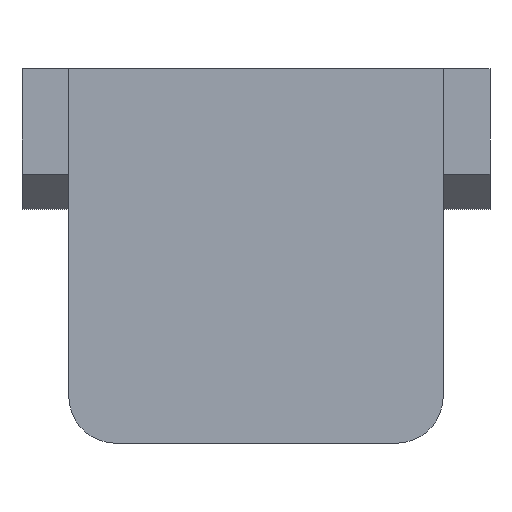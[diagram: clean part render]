
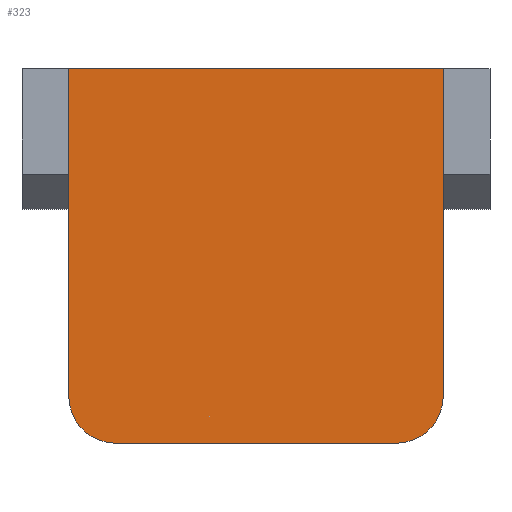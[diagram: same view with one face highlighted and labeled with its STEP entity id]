
A CAD part, left-side view. The second image highlights one B-rep face of the part: STEP entity #323.
In plain terms, the highlighted planar face has unit normal (-1, 0, 0).
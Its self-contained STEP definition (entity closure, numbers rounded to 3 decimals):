
#21=PLANE('',#364);
#37=FACE_OUTER_BOUND('',#54,.T.);
#54=EDGE_LOOP('',(#252,#253,#254,#255,#256,#257));
#73=LINE('',#490,#110);
#78=LINE('',#501,#115);
#79=LINE('',#504,#116);
#82=LINE('',#509,#119);
#110=VECTOR('',#399,10.);
#115=VECTOR('',#410,10.);
#116=VECTOR('',#413,10.);
#119=VECTOR('',#418,10.);
#141=CIRCLE('',#355,2.);
#144=CIRCLE('',#361,2.);
#149=VERTEX_POINT('',#470);
#150=VERTEX_POINT('',#471);
#157=VERTEX_POINT('',#489);
#158=VERTEX_POINT('',#493);
#160=VERTEX_POINT('',#499);
#161=VERTEX_POINT('',#503);
#179=EDGE_CURVE('',#149,#150,#141,.T.);
#188=EDGE_CURVE('',#150,#157,#73,.T.);
#190=EDGE_CURVE('',#157,#158,#144,.T.);
#194=EDGE_CURVE('',#160,#149,#78,.T.);
#195=EDGE_CURVE('',#161,#158,#79,.T.);
#198=EDGE_CURVE('',#160,#161,#82,.T.);
#252=ORIENTED_EDGE('',*,*,#179,.F.);
#253=ORIENTED_EDGE('',*,*,#194,.F.);
#254=ORIENTED_EDGE('',*,*,#198,.T.);
#255=ORIENTED_EDGE('',*,*,#195,.T.);
#256=ORIENTED_EDGE('',*,*,#190,.F.);
#257=ORIENTED_EDGE('',*,*,#188,.F.);
#323=ADVANCED_FACE('',(#37),#21,.T.);
#355=AXIS2_PLACEMENT_3D('',#472,#383,#384);
#361=AXIS2_PLACEMENT_3D('',#494,#403,#404);
#364=AXIS2_PLACEMENT_3D('',#508,#416,#417);
#383=DIRECTION('center_axis',(1.,0.,0.));
#384=DIRECTION('ref_axis',(0.,-0.707,-0.707));
#399=DIRECTION('',(0.,1.,0.));
#403=DIRECTION('center_axis',(1.,0.,0.));
#404=DIRECTION('ref_axis',(0.,0.707,-0.707));
#410=DIRECTION('',(0.,0.,-1.));
#413=DIRECTION('',(0.,0.,-1.));
#416=DIRECTION('center_axis',(-1.,0.,0.));
#417=DIRECTION('ref_axis',(0.,1.,0.));
#418=DIRECTION('',(0.,1.,0.));
#470=CARTESIAN_POINT('',(-6.65,-8.,-8.));
#471=CARTESIAN_POINT('',(-6.65,-6.,-10.));
#472=CARTESIAN_POINT('Origin',(-6.65,-6.,-8.));
#489=CARTESIAN_POINT('',(-6.65,6.,-10.));
#490=CARTESIAN_POINT('',(-6.65,-8.,-10.));
#493=CARTESIAN_POINT('',(-6.65,8.,-8.));
#494=CARTESIAN_POINT('Origin',(-6.65,6.,-8.));
#499=CARTESIAN_POINT('',(-6.65,-8.,6.));
#501=CARTESIAN_POINT('',(-6.65,-8.,5.));
#503=CARTESIAN_POINT('',(-6.65,8.,6.));
#504=CARTESIAN_POINT('',(-6.65,8.,5.));
#508=CARTESIAN_POINT('Origin',(-6.65,-8.,5.));
#509=CARTESIAN_POINT('',(-6.65,-8.,6.));
